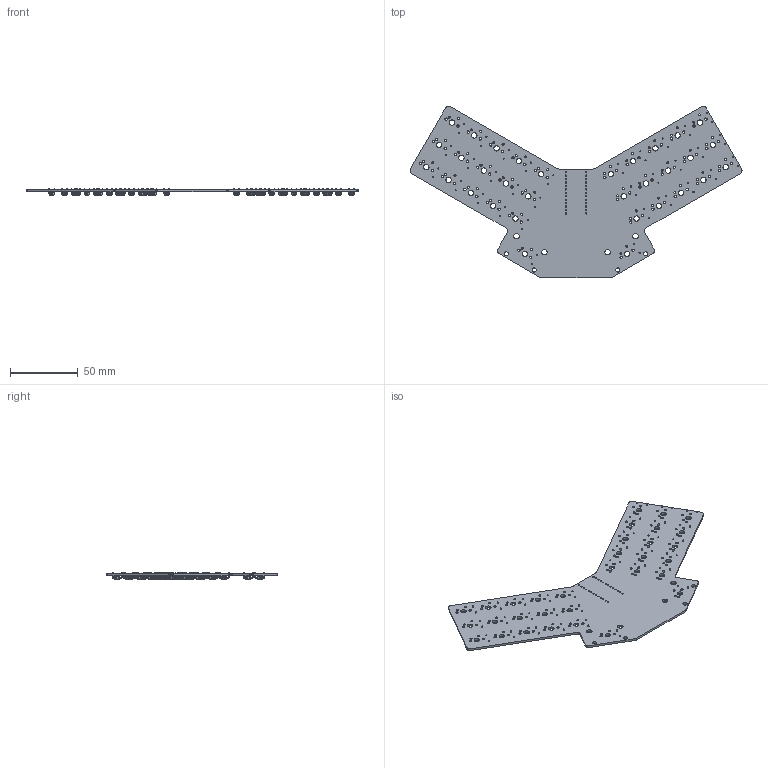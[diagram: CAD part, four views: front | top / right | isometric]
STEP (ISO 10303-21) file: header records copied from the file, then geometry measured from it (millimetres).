
FILE_DESCRIPTION(('KiCad electronic assembly'),'2;1');
FILE_NAME('fixed_pcb.step','2023-12-05T03:35:29',('Pcbnew'),('Kicad'), 'Open CASCADE STEP processor 7.7','KiCad to STEP converter','Unknown' );
FILE_SCHEMA(('AUTOMOTIVE_DESIGN { 1 0 10303 214 1 1 1 1 }'));
Length unit declared in the file: millimetre
Products named in the file (4): fixed_pcb 1; D_DO-35_SOD27_P7.62mm_Horizontal; COMPOUND; _autosave-4900_keeb_for_me PCB
Assembly tree (34 placements, depth 3):
  fixed_pcb 1
    D_DO-35_SOD27_P7.62mm_Horizontal  x32
      COMPOUND
    _autosave-4900_keeb_for_me PCB
Bounding box: 245.79 x 127.04 x 5.01 mm (x, y, z)
Volume: 25686.2 mm3; surface area: 36492.2 mm2
Topology: 65 solids, 65 shells, 910 faces, 1956 edges, 1240 vertices
Faces by surface type: cylinder 450, plane 332, torus 128
Full cylindrical faces by diameter (mm): 0.5 x96, 0.8 x64, 1 x26, 1.524 x64, 1.75 x64, 2 x64, 2.02 x32, 3.048 x4, 3.988 x36
Entity records: 32749 total; most frequent: CARTESIAN_POINT 7999, DIRECTION 4550, LINE 2578, VECTOR 2578, ORIENTED_EDGE 2424, PCURVE 2424, DEFINITIONAL_REPRESENTATION 2424, EDGE_CURVE 1212
